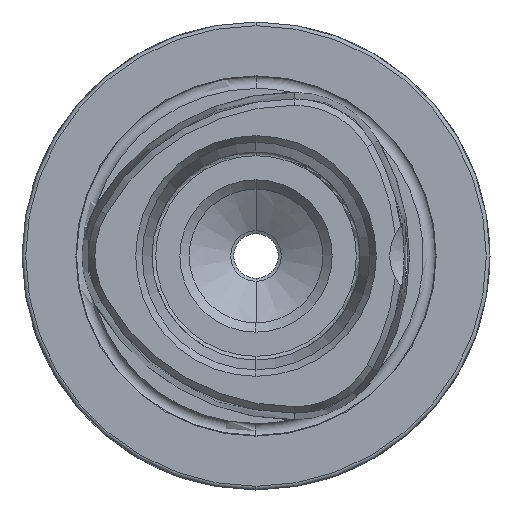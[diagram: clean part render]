
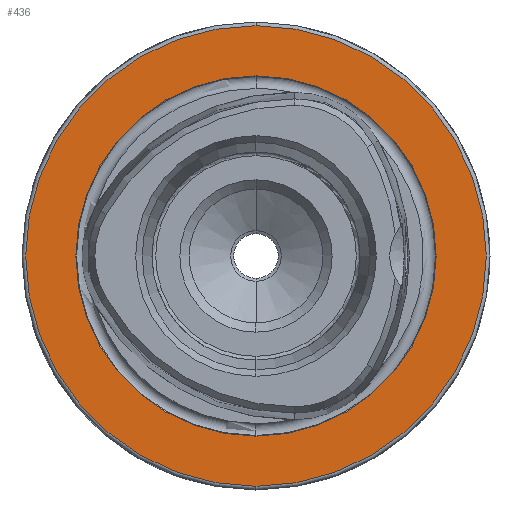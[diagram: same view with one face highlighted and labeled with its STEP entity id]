
A CAD part, left-side view. The second image highlights one B-rep face of the part: STEP entity #436.
In plain terms, the highlighted planar face has unit normal (-1, 0, 0).
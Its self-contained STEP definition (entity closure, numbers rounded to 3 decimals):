
#400 = EDGE_CURVE ( 'NONE', #777, #778, #4920, .T. ) ;
#404 = EDGE_CURVE ( 'NONE', #780, #781, #4927, .T. ) ;
#436 = ADVANCED_FACE ( 'NONE', ( #4989, #4984 ), #5604, .F. ) ;
#777 = VERTEX_POINT ( 'NONE', #6191 ) ;
#778 = VERTEX_POINT ( 'NONE', #6192 ) ;
#780 = VERTEX_POINT ( 'NONE', #6194 ) ;
#781 = VERTEX_POINT ( 'NONE', #6195 ) ;
#1518 = EDGE_CURVE ( 'NONE', #781, #780, #6606, .T. ) ;
#1519 = EDGE_CURVE ( 'NONE', #778, #777, #6607, .T. ) ;
#2059 = ORIENTED_EDGE ( 'NONE', *, *, #1519, .F. ) ;
#2060 = ORIENTED_EDGE ( 'NONE', *, *, #400, .F. ) ;
#2061 = ORIENTED_EDGE ( 'NONE', *, *, #404, .T. ) ;
#2062 = ORIENTED_EDGE ( 'NONE', *, *, #1518, .T. ) ;
#3809 = AXIS2_PLACEMENT_3D ( 'NONE', #5485, #5486, #5487 ) ;
#3812 = AXIS2_PLACEMENT_3D ( 'NONE', #5494, #5495, #5496 ) ;
#3848 = AXIS2_PLACEMENT_3D ( 'NONE', #5603, #5601, #5606 ) ;
#4398 = EDGE_LOOP ( 'NONE', ( #2059, #2060 ) ) ;
#4399 = EDGE_LOOP ( 'NONE', ( #2061, #2062 ) ) ;
#4920 = CIRCLE ( 'NONE', #3809, 24.25 ) ;
#4927 = CIRCLE ( 'NONE', #3812, 31. ) ;
#4984 = FACE_OUTER_BOUND ( 'NONE', #4399, .T. ) ;
#4989 = FACE_BOUND ( 'NONE', #4398, .T. ) ;
#5485 = CARTESIAN_POINT ( 'NONE',  ( 0., 0., 0. ) ) ;
#5486 = DIRECTION ( 'NONE',  ( -1., 0., 0. ) ) ;
#5487 = DIRECTION ( 'NONE',  ( 0., 0., 1. ) ) ;
#5494 = CARTESIAN_POINT ( 'NONE',  ( 0., 0., 0. ) ) ;
#5495 = DIRECTION ( 'NONE',  ( -1., 0., 0. ) ) ;
#5496 = DIRECTION ( 'NONE',  ( 0., 0., 1. ) ) ;
#5601 = DIRECTION ( 'NONE',  ( 1., 0., 0. ) ) ;
#5603 = CARTESIAN_POINT ( 'NONE',  ( 0., 24.25, 0. ) ) ;
#5604 = PLANE ( 'NONE',  #3848 ) ;
#5606 = DIRECTION ( 'NONE',  ( 0., 0., -1. ) ) ;
#6191 = CARTESIAN_POINT ( 'NONE',  ( 0., 0., -24.25 ) ) ;
#6192 = CARTESIAN_POINT ( 'NONE',  ( 0., 0., 24.25 ) ) ;
#6194 = CARTESIAN_POINT ( 'NONE',  ( 0., 0., 31. ) ) ;
#6195 = CARTESIAN_POINT ( 'NONE',  ( 0., 0., -31. ) ) ;
#6606 = CIRCLE ( 'NONE', #6999, 31. ) ;
#6607 = CIRCLE ( 'NONE', #7000, 24.25 ) ;
#6999 = AXIS2_PLACEMENT_3D ( 'NONE', #9614, #9615, #9616 ) ;
#7000 = AXIS2_PLACEMENT_3D ( 'NONE', #9619, #9620, #9621 ) ;
#9614 = CARTESIAN_POINT ( 'NONE',  ( 0., 0., 0. ) ) ;
#9615 = DIRECTION ( 'NONE',  ( -1., 0., 0. ) ) ;
#9616 = DIRECTION ( 'NONE',  ( 0., 0., 1. ) ) ;
#9619 = CARTESIAN_POINT ( 'NONE',  ( 0., 0., 0. ) ) ;
#9620 = DIRECTION ( 'NONE',  ( -1., 0., 0. ) ) ;
#9621 = DIRECTION ( 'NONE',  ( 0., 0., 1. ) ) ;
